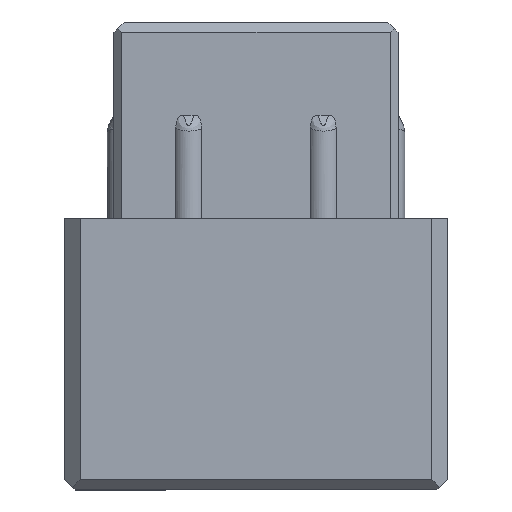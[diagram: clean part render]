
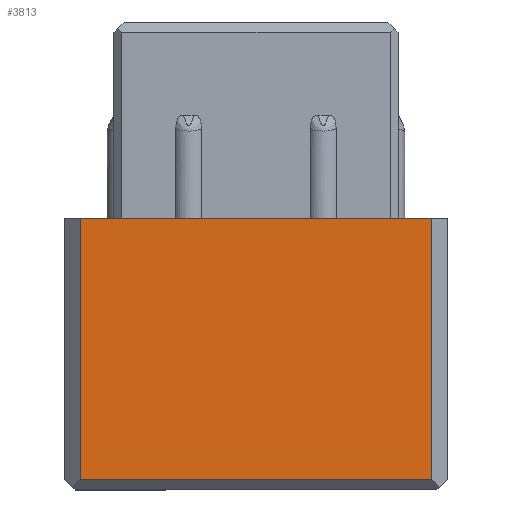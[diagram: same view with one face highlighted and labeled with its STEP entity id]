
A CAD part, left-side view. The second image highlights one B-rep face of the part: STEP entity #3813.
In plain terms, the highlighted planar face has unit normal (-1, 0, 0).
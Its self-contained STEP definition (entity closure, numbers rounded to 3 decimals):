
#1671=CARTESIAN_POINT('',(-4.9,-3.4,5.3));
#1672=VERTEX_POINT('',#1671);
#1679=CARTESIAN_POINT('',(-4.9,-3.4,0.25));
#1680=VERTEX_POINT('',#1679);
#1681=CARTESIAN_POINT('',(-4.9,-3.4,5.3));
#1682=DIRECTION('',(0.,0.,-1.));
#1683=VECTOR('',#1682,5.05);
#1684=LINE('',#1681,#1683);
#1685=EDGE_CURVE('',#1672,#1680,#1684,.T.);
#1783=CARTESIAN_POINT('',(-4.9,3.4,0.25));
#1784=VERTEX_POINT('',#1783);
#1791=CARTESIAN_POINT('',(-4.9,3.4,5.3));
#1792=VERTEX_POINT('',#1791);
#1793=CARTESIAN_POINT('',(-4.9,3.4,0.25));
#1794=DIRECTION('',(0.,0.,1.));
#1795=VECTOR('',#1794,5.05);
#1796=LINE('',#1793,#1795);
#1797=EDGE_CURVE('',#1784,#1792,#1796,.T.);
#3788=CARTESIAN_POINT('',(-4.9,-3.4,0.25));
#3789=DIRECTION('',(0.,1.,0.));
#3790=VECTOR('',#3789,6.8);
#3791=LINE('',#3788,#3790);
#3792=EDGE_CURVE('',#1680,#1784,#3791,.T.);
#3797=CARTESIAN_POINT('',(-4.9,0.007,2.593));
#3798=DIRECTION('',(0.,0.,1.));
#3799=DIRECTION('',(-1.,0.,0.));
#3800=AXIS2_PLACEMENT_3D('',#3797,#3799,#3798);
#3801=PLANE('',#3800);
#3802=ORIENTED_EDGE('',*,*,#1797,.F.);
#3803=ORIENTED_EDGE('',*,*,#3792,.F.);
#3804=ORIENTED_EDGE('',*,*,#1685,.F.);
#3805=CARTESIAN_POINT('',(-4.9,-3.4,5.3));
#3806=DIRECTION('',(0.,1.,0.));
#3807=VECTOR('',#3806,6.8);
#3808=LINE('',#3805,#3807);
#3809=EDGE_CURVE('',#1672,#1792,#3808,.T.);
#3810=ORIENTED_EDGE('',*,*,#3809,.T.);
#3811=EDGE_LOOP('',(#3802,#3803,#3804,#3810));
#3812=FACE_OUTER_BOUND('',#3811,.T.);
#3813=ADVANCED_FACE('',(#3812),#3801,.T.);
